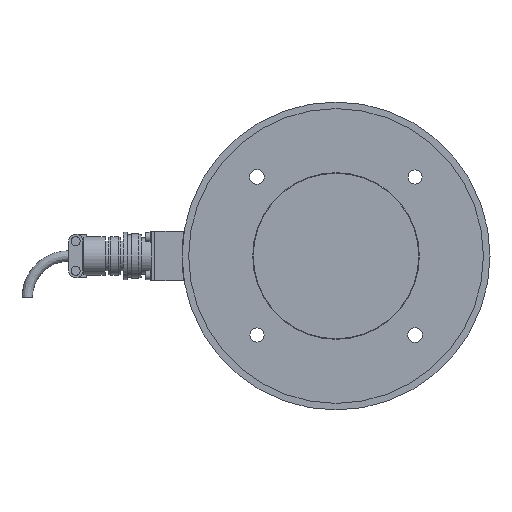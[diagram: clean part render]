
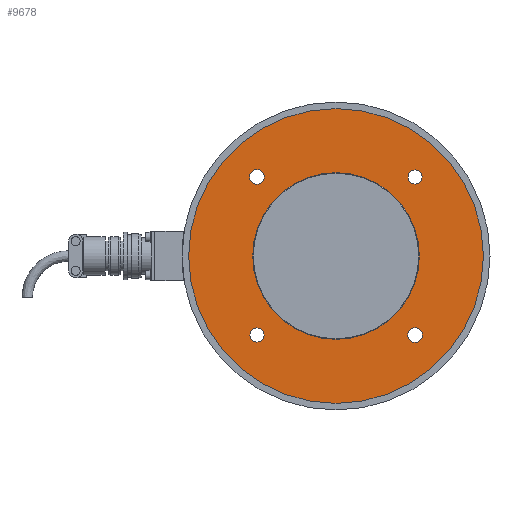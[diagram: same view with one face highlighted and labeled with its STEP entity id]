
A CAD part, left-side view. The second image highlights one B-rep face of the part: STEP entity #9678.
In plain terms, the highlighted face is planar.
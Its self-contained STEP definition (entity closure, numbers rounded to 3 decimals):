
#99 = ORIENTED_EDGE ( 'NONE', *, *, #12158, .F. ) ;
#196 = VERTEX_POINT ( 'NONE', #924 ) ;
#319 = EDGE_CURVE ( 'NONE', #11897, #12362, #8922, .T. ) ;
#423 = DIRECTION ( 'NONE',  ( 0., 0., -1. ) ) ;
#477 = EDGE_CURVE ( 'NONE', #12362, #11897, #3108, .T. ) ;
#531 = VERTEX_POINT ( 'NONE', #1841 ) ;
#659 = CARTESIAN_POINT ( 'NONE',  ( 10., -47.73, 47.73 ) ) ;
#723 = VERTEX_POINT ( 'NONE', #7060 ) ;
#900 = DIRECTION ( 'NONE',  ( 1., 0., 0. ) ) ;
#924 = CARTESIAN_POINT ( 'NONE',  ( 10., 47.73, -52.23 ) ) ;
#993 = ORIENTED_EDGE ( 'NONE', *, *, #7412, .F. ) ;
#1166 = EDGE_CURVE ( 'NONE', #6374, #196, #9990, .T. ) ;
#1330 = VERTEX_POINT ( 'NONE', #12439 ) ;
#1530 = CARTESIAN_POINT ( 'NONE',  ( 10., 0., -50.3 ) ) ;
#1561 = AXIS2_PLACEMENT_3D ( 'NONE', #659, #6594, #10450 ) ;
#1611 = EDGE_CURVE ( 'NONE', #1330, #9465, #12006, .T. ) ;
#1675 = EDGE_CURVE ( 'NONE', #4150, #7067, #3677, .T. ) ;
#1841 = CARTESIAN_POINT ( 'NONE',  ( 10., -47.73, -51.98 ) ) ;
#1932 = AXIS2_PLACEMENT_3D ( 'NONE', #2835, #12635, #3736 ) ;
#1975 = CARTESIAN_POINT ( 'NONE',  ( 10., 0., 0. ) ) ;
#2060 = AXIS2_PLACEMENT_3D ( 'NONE', #9855, #900, #8768 ) ;
#2306 = FACE_BOUND ( 'NONE', #4813, .T. ) ;
#2435 = AXIS2_PLACEMENT_3D ( 'NONE', #10568, #10432, #4616 ) ;
#2456 = AXIS2_PLACEMENT_3D ( 'NONE', #1975, #11817, #8832 ) ;
#2609 = AXIS2_PLACEMENT_3D ( 'NONE', #3495, #6279, #11182 ) ;
#2768 = EDGE_LOOP ( 'NONE', ( #4511, #11825 ) ) ;
#2835 = CARTESIAN_POINT ( 'NONE',  ( 10., 47.73, 47.73 ) ) ;
#2891 = ORIENTED_EDGE ( 'NONE', *, *, #11776, .T. ) ;
#3108 = CIRCLE ( 'NONE', #1561, 4.5 ) ;
#3273 = CARTESIAN_POINT ( 'NONE',  ( 10., 47.73, -43.23 ) ) ;
#3495 = CARTESIAN_POINT ( 'NONE',  ( 10., 50., 0. ) ) ;
#3672 = CARTESIAN_POINT ( 'NONE',  ( 10., -47.73, -47.73 ) ) ;
#3677 = CIRCLE ( 'NONE', #6566, 50.3 ) ;
#3700 = CARTESIAN_POINT ( 'NONE',  ( 10., 0., -89. ) ) ;
#3736 = DIRECTION ( 'NONE',  ( 0., 0., -1. ) ) ;
#3786 = EDGE_LOOP ( 'NONE', ( #6219, #4162 ) ) ;
#4150 = VERTEX_POINT ( 'NONE', #1530 ) ;
#4155 = EDGE_CURVE ( 'NONE', #196, #6374, #10759, .T. ) ;
#4162 = ORIENTED_EDGE ( 'NONE', *, *, #1166, .F. ) ;
#4382 = CARTESIAN_POINT ( 'NONE',  ( 10., -47.73, -47.73 ) ) ;
#4407 = DIRECTION ( 'NONE',  ( -1., 0., 0. ) ) ;
#4511 = ORIENTED_EDGE ( 'NONE', *, *, #477, .F. ) ;
#4572 = CARTESIAN_POINT ( 'NONE',  ( 10., 0., 50.3 ) ) ;
#4601 = FACE_OUTER_BOUND ( 'NONE', #5123, .T. ) ;
#4616 = DIRECTION ( 'NONE',  ( 0., 0., -1. ) ) ;
#4686 = ORIENTED_EDGE ( 'NONE', *, *, #1675, .T. ) ;
#4813 = EDGE_LOOP ( 'NONE', ( #99, #5905 ) ) ;
#4815 = ORIENTED_EDGE ( 'NONE', *, *, #10888, .F. ) ;
#5123 = EDGE_LOOP ( 'NONE', ( #8635, #4815 ) ) ;
#5175 = AXIS2_PLACEMENT_3D ( 'NONE', #10264, #4407, #6365 ) ;
#5233 = DIRECTION ( 'NONE',  ( 1., 0., 0. ) ) ;
#5507 = DIRECTION ( 'NONE',  ( 0., 0., -1. ) ) ;
#5905 = ORIENTED_EDGE ( 'NONE', *, *, #11966, .F. ) ;
#5927 = AXIS2_PLACEMENT_3D ( 'NONE', #12025, #6234, #12068 ) ;
#6085 = CIRCLE ( 'NONE', #12223, 4.25 ) ;
#6110 = DIRECTION ( 'NONE',  ( 0., 0., 1. ) ) ;
#6219 = ORIENTED_EDGE ( 'NONE', *, *, #4155, .F. ) ;
#6234 = DIRECTION ( 'NONE',  ( 1., 0., 0. ) ) ;
#6254 = DIRECTION ( 'NONE',  ( 1., 0., 0. ) ) ;
#6279 = DIRECTION ( 'NONE',  ( -1., 0., 0. ) ) ;
#6365 = DIRECTION ( 'NONE',  ( 0., 0., 1. ) ) ;
#6374 = VERTEX_POINT ( 'NONE', #3273 ) ;
#6566 = AXIS2_PLACEMENT_3D ( 'NONE', #9153, #7083, #6110 ) ;
#6594 = DIRECTION ( 'NONE',  ( 1., 0., 0. ) ) ;
#6870 = CIRCLE ( 'NONE', #5175, 89. ) ;
#6977 = EDGE_LOOP ( 'NONE', ( #10026, #993 ) ) ;
#7002 = CARTESIAN_POINT ( 'NONE',  ( 10., -47.73, 43.23 ) ) ;
#7060 = CARTESIAN_POINT ( 'NONE',  ( 10., -47.73, -43.48 ) ) ;
#7067 = VERTEX_POINT ( 'NONE', #4572 ) ;
#7083 = DIRECTION ( 'NONE',  ( -1., 0., 0. ) ) ;
#7255 = VERTEX_POINT ( 'NONE', #9709 ) ;
#7294 = PLANE ( 'NONE',  #2609 ) ;
#7351 = DIRECTION ( 'NONE',  ( 0., 0., -1. ) ) ;
#7370 = CIRCLE ( 'NONE', #1932, 4.25 ) ;
#7412 = EDGE_CURVE ( 'NONE', #9465, #1330, #7370, .T. ) ;
#7807 = FACE_BOUND ( 'NONE', #9823, .T. ) ;
#8416 = FACE_BOUND ( 'NONE', #2768, .T. ) ;
#8519 = CIRCLE ( 'NONE', #2456, 50.3 ) ;
#8635 = ORIENTED_EDGE ( 'NONE', *, *, #11505, .F. ) ;
#8768 = DIRECTION ( 'NONE',  ( 0., 0., -1. ) ) ;
#8832 = DIRECTION ( 'NONE',  ( 0., 0., 1. ) ) ;
#8891 = FACE_BOUND ( 'NONE', #3786, .T. ) ;
#8922 = CIRCLE ( 'NONE', #2060, 4.5 ) ;
#9005 = CIRCLE ( 'NONE', #10220, 4.25 ) ;
#9034 = AXIS2_PLACEMENT_3D ( 'NONE', #11411, #10505, #10372 ) ;
#9153 = CARTESIAN_POINT ( 'NONE',  ( 10., 0., 0. ) ) ;
#9175 = CARTESIAN_POINT ( 'NONE',  ( 10., -47.73, 52.23 ) ) ;
#9298 = CARTESIAN_POINT ( 'NONE',  ( 10., 47.73, -47.73 ) ) ;
#9465 = VERTEX_POINT ( 'NONE', #11513 ) ;
#9507 = FACE_BOUND ( 'NONE', #6977, .T. ) ;
#9678 = ADVANCED_FACE ( 'NONE', ( #8891, #8416, #9507, #2306, #7807, #4601 ), #7294, .F. ) ;
#9709 = CARTESIAN_POINT ( 'NONE',  ( 10., 0., 89. ) ) ;
#9823 = EDGE_LOOP ( 'NONE', ( #2891, #4686 ) ) ;
#9855 = CARTESIAN_POINT ( 'NONE',  ( 10., -47.73, 47.73 ) ) ;
#9885 = VERTEX_POINT ( 'NONE', #3700 ) ;
#9990 = CIRCLE ( 'NONE', #10766, 4.5 ) ;
#10026 = ORIENTED_EDGE ( 'NONE', *, *, #1611, .F. ) ;
#10220 = AXIS2_PLACEMENT_3D ( 'NONE', #3672, #10489, #5507 ) ;
#10264 = CARTESIAN_POINT ( 'NONE',  ( 10., 0., 0. ) ) ;
#10372 = DIRECTION ( 'NONE',  ( 0., 0., 1. ) ) ;
#10383 = CIRCLE ( 'NONE', #9034, 89. ) ;
#10432 = DIRECTION ( 'NONE',  ( 1., 0., 0. ) ) ;
#10450 = DIRECTION ( 'NONE',  ( 0., 0., -1. ) ) ;
#10489 = DIRECTION ( 'NONE',  ( 1., 0., 0. ) ) ;
#10505 = DIRECTION ( 'NONE',  ( -1., 0., 0. ) ) ;
#10568 = CARTESIAN_POINT ( 'NONE',  ( 10., 47.73, -47.73 ) ) ;
#10759 = CIRCLE ( 'NONE', #2435, 4.5 ) ;
#10766 = AXIS2_PLACEMENT_3D ( 'NONE', #9298, #5233, #423 ) ;
#10888 = EDGE_CURVE ( 'NONE', #9885, #7255, #6870, .T. ) ;
#11182 = DIRECTION ( 'NONE',  ( 0., 0., 1. ) ) ;
#11411 = CARTESIAN_POINT ( 'NONE',  ( 10., 0., 0. ) ) ;
#11505 = EDGE_CURVE ( 'NONE', #7255, #9885, #10383, .T. ) ;
#11513 = CARTESIAN_POINT ( 'NONE',  ( 10., 47.73, 51.98 ) ) ;
#11776 = EDGE_CURVE ( 'NONE', #7067, #4150, #8519, .T. ) ;
#11817 = DIRECTION ( 'NONE',  ( -1., 0., 0. ) ) ;
#11825 = ORIENTED_EDGE ( 'NONE', *, *, #319, .F. ) ;
#11897 = VERTEX_POINT ( 'NONE', #9175 ) ;
#11966 = EDGE_CURVE ( 'NONE', #723, #531, #6085, .T. ) ;
#12006 = CIRCLE ( 'NONE', #5927, 4.25 ) ;
#12025 = CARTESIAN_POINT ( 'NONE',  ( 10., 47.73, 47.73 ) ) ;
#12068 = DIRECTION ( 'NONE',  ( 0., 0., -1. ) ) ;
#12158 = EDGE_CURVE ( 'NONE', #531, #723, #9005, .T. ) ;
#12223 = AXIS2_PLACEMENT_3D ( 'NONE', #4382, #6254, #7351 ) ;
#12362 = VERTEX_POINT ( 'NONE', #7002 ) ;
#12439 = CARTESIAN_POINT ( 'NONE',  ( 10., 47.73, 43.48 ) ) ;
#12635 = DIRECTION ( 'NONE',  ( 1., 0., 0. ) ) ;
